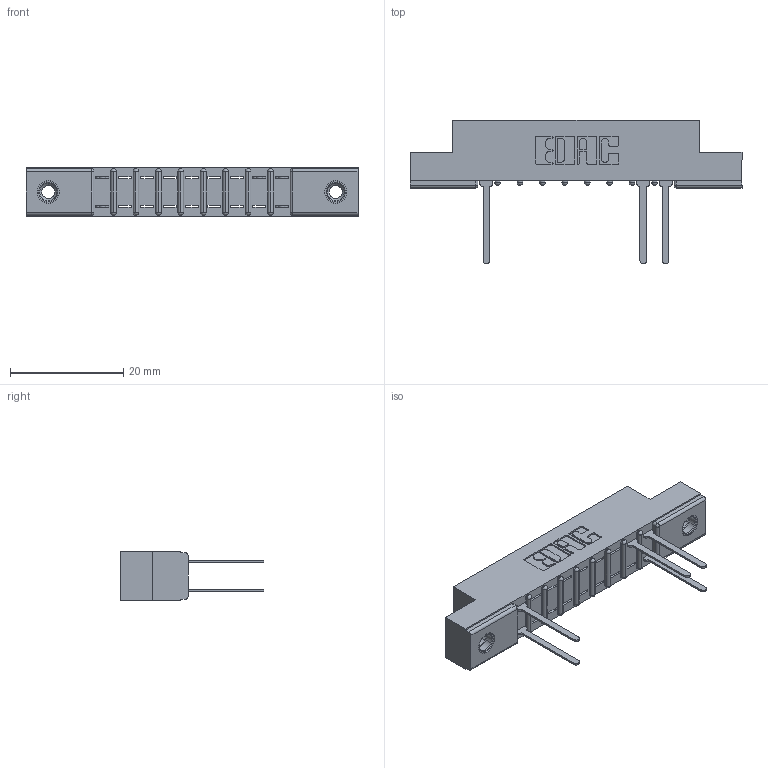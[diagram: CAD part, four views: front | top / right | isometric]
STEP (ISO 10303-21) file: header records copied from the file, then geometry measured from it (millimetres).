
FILE_DESCRIPTION (( 'STEP AP203' ), '1' );
FILE_NAME ('307-018-542-208.STEP', '2018-08-03T23:26:47', ( '' ), ( '' ), 'SwSTEP 2.0', 'SolidWorks 2016', '' );
FILE_SCHEMA (( 'CONFIG_CONTROL_DESIGN' ));
Length unit declared in the file: inch
Products named in the file (4): 307-018-542-208; 307 Part_.156 Dia Mounting Holes; 307-290-001_542; 345-250-001_345-250-003-102
Assembly tree (8 placements, depth 2):
  307-018-542-208
    307 Part_.156 Dia Mounting Holes
    307-290-001_542  x5
    345-250-001_345-250-003-102  x2
Bounding box: 58.67 x 25.43 x 8.71 mm (x, y, z)
Volume: 3683.6 mm3; surface area: 4962.3 mm2
Topology: 8 solids, 8 shells, 548 faces, 1525 edges, 974 vertices
Faces by surface type: plane 335, cylinder 177, sphere 20, cone 12, torus 4
Entity records: 12809 total; most frequent: CARTESIAN_POINT 2143, ORIENTED_EDGE 2126, DIRECTION 2109, EDGE_CURVE 1063, VECTOR 801, LINE 801, VERTEX_POINT 688, AXIS2_PLACEMENT_3D 654
